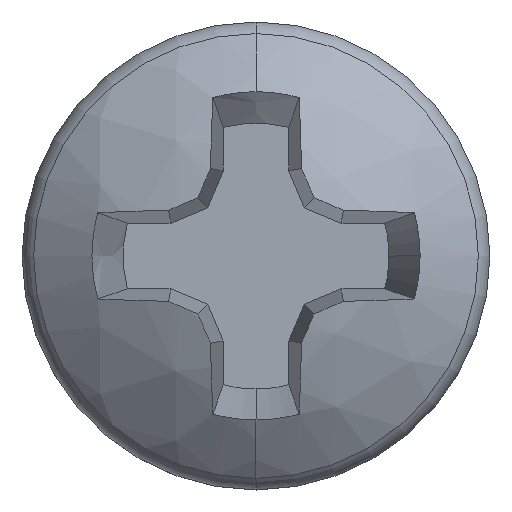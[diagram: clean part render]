
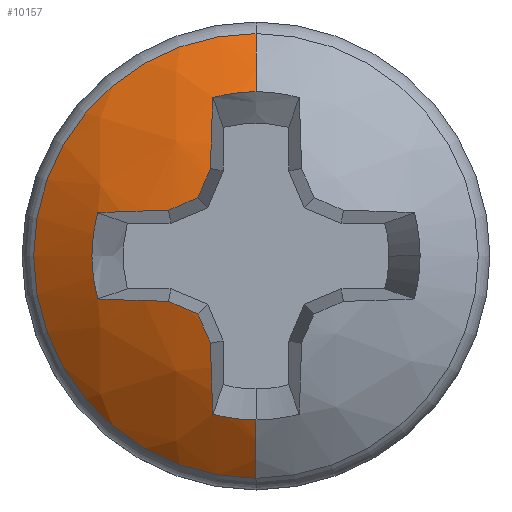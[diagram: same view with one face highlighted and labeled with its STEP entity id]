
A CAD part, top view. The second image highlights one B-rep face of the part: STEP entity #10157.
In plain terms, the highlighted spherical face has radius 2.9 mm.
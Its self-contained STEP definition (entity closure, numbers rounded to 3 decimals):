
#348 = CARTESIAN_POINT ( 'NONE',  ( 0., -0.145, 18.687 ) ) ;
#509 = AXIS2_PLACEMENT_3D ( 'NONE', #9339, #2696, #10396 ) ;
#624 = CARTESIAN_POINT ( 'NONE',  ( 0., 0., 18.7 ) ) ;
#664 = DIRECTION ( 'NONE',  ( 0.92, -0.381, 0.087 ) ) ;
#697 = CARTESIAN_POINT ( 'NONE',  ( 0., 0., 21.238 ) ) ;
#716 = CARTESIAN_POINT ( 'NONE',  ( -0.497, 0.497, 21.514 ) ) ;
#1080 = CARTESIAN_POINT ( 'NONE',  ( -0.368, -1.354, 21.238 ) ) ;
#1301 = CIRCLE ( 'NONE', #9459, 2.896 ) ;
#1404 = DIRECTION ( 'NONE',  ( 0., 0., 1. ) ) ;
#1419 = CARTESIAN_POINT ( 'NONE',  ( -1.354, -0.368, 21.238 ) ) ;
#1498 = DIRECTION ( 'NONE',  ( 0., -0.087, 0.996 ) ) ;
#1561 = VERTEX_POINT ( 'NONE', #12158 ) ;
#1774 = DIRECTION ( 'NONE',  ( 0., 1., 0. ) ) ;
#1825 = SPHERICAL_SURFACE ( 'NONE', #13328, 2.9 ) ;
#1842 = DIRECTION ( 'NONE',  ( -1., 0., 0. ) ) ;
#1860 = CARTESIAN_POINT ( 'NONE',  ( -0.153, 0.369, 18.665 ) ) ;
#1954 = VERTEX_POINT ( 'NONE', #10091 ) ;
#2017 = CIRCLE ( 'NONE', #509, 2.872 ) ;
#2114 = ORIENTED_EDGE ( 'NONE', *, *, #9406, .F. ) ;
#2186 = DIRECTION ( 'NONE',  ( 0., -0.996, 0.087 ) ) ;
#2302 = AXIS2_PLACEMENT_3D ( 'NONE', #4261, #11823, #5398 ) ;
#2583 = VERTEX_POINT ( 'NONE', #1419 ) ;
#2696 = DIRECTION ( 'NONE',  ( 0.92, 0.381, 0.087 ) ) ;
#2835 = CARTESIAN_POINT ( 'NONE',  ( -0.145, 0., 18.687 ) ) ;
#2975 = DIRECTION ( 'NONE',  ( 0.924, 0.383, 0. ) ) ;
#3418 = CARTESIAN_POINT ( 'NONE',  ( 0., 0., 21.238 ) ) ;
#3878 = ORIENTED_EDGE ( 'NONE', *, *, #9854, .F. ) ;
#3966 = DIRECTION ( 'NONE',  ( 0.087, 0., -0.996 ) ) ;
#4261 = CARTESIAN_POINT ( 'NONE',  ( 0., 0., 21.238 ) ) ;
#4278 = AXIS2_PLACEMENT_3D ( 'NONE', #7406, #664, #8482 ) ;
#4450 = CARTESIAN_POINT ( 'NONE',  ( 0., 0., 18.7 ) ) ;
#4531 = DIRECTION ( 'NONE',  ( -1., 0., 0. ) ) ;
#4635 = CIRCLE ( 'NONE', #4955, 1.403 ) ;
#4955 = AXIS2_PLACEMENT_3D ( 'NONE', #697, #8505, #1842 ) ;
#5049 = CARTESIAN_POINT ( 'NONE',  ( -0.153, -0.369, 18.665 ) ) ;
#5398 = DIRECTION ( 'NONE',  ( 0., 1., 0. ) ) ;
#5589 = DIRECTION ( 'NONE',  ( 0., -1., 0. ) ) ;
#5697 = CIRCLE ( 'NONE', #9715, 1.901 ) ;
#5775 = CARTESIAN_POINT ( 'NONE',  ( 0., 0., 18.7 ) ) ;
#5790 = ORIENTED_EDGE ( 'NONE', *, *, #9378, .F. ) ;
#5965 = CARTESIAN_POINT ( 'NONE',  ( -0.145, 0., 18.687 ) ) ;
#5967 = AXIS2_PLACEMENT_3D ( 'NONE', #348, #8191, #1498 ) ;
#6033 = CIRCLE ( 'NONE', #5967, 2.896 ) ;
#6172 = VERTEX_POINT ( 'NONE', #12830 ) ;
#6173 = DIRECTION ( 'NONE',  ( -0.924, 0.383, 0. ) ) ;
#6220 = CARTESIAN_POINT ( 'NONE',  ( -0.748, 0.389, 21.475 ) ) ;
#6759 = CARTESIAN_POINT ( 'NONE',  ( -0.748, -0.389, 21.475 ) ) ;
#6802 = CARTESIAN_POINT ( 'NONE',  ( 0., -1.403, 21.238 ) ) ;
#6812 = VERTEX_POINT ( 'NONE', #11077 ) ;
#6823 = AXIS2_PLACEMENT_3D ( 'NONE', #4450, #11996, #5589 ) ;
#6830 = ORIENTED_EDGE ( 'NONE', *, *, #9114, .F. ) ;
#6846 = ORIENTED_EDGE ( 'NONE', *, *, #9290, .F. ) ;
#6849 = CARTESIAN_POINT ( 'NONE',  ( -0.389, 0.748, 21.475 ) ) ;
#6933 = DIRECTION ( 'NONE',  ( 0., 0., -1. ) ) ;
#7113 = DIRECTION ( 'NONE',  ( 0.087, 0., -0.996 ) ) ;
#7406 = CARTESIAN_POINT ( 'NONE',  ( -0.369, 0.153, 18.665 ) ) ;
#7457 = CIRCLE ( 'NONE', #13410, 1.403 ) ;
#7507 = VERTEX_POINT ( 'NONE', #6849 ) ;
#7974 = CIRCLE ( 'NONE', #13930, 2.896 ) ;
#8019 = AXIS2_PLACEMENT_3D ( 'NONE', #5049, #12558, #6173 ) ;
#8113 = CARTESIAN_POINT ( 'NONE',  ( 0., 0., 20.89 ) ) ;
#8191 = DIRECTION ( 'NONE',  ( 0., 0.996, 0.087 ) ) ;
#8370 = ORIENTED_EDGE ( 'NONE', *, *, #9177, .T. ) ;
#8396 = ORIENTED_EDGE ( 'NONE', *, *, #9709, .F. ) ;
#8433 = DIRECTION ( 'NONE',  ( -1., 0., 0. ) ) ;
#8471 = AXIS2_PLACEMENT_3D ( 'NONE', #8840, #2186, #9920 ) ;
#8482 = DIRECTION ( 'NONE',  ( 0.383, 0.924, 0. ) ) ;
#8505 = DIRECTION ( 'NONE',  ( 0., 0., 1. ) ) ;
#8540 = EDGE_LOOP ( 'NONE', ( #8698, #8370, #6830, #11812, #6846, #13164, #8396, #8730, #13845, #2114, #5790, #11838, #3878, #12359 ) ) ;
#8698 = ORIENTED_EDGE ( 'NONE', *, *, #9215, .T. ) ;
#8730 = ORIENTED_EDGE ( 'NONE', *, *, #9600, .F. ) ;
#8840 = CARTESIAN_POINT ( 'NONE',  ( 0., 0.145, 18.687 ) ) ;
#9114 = EDGE_CURVE ( 'NONE', #12840, #11338, #12060, .T. ) ;
#9170 = CARTESIAN_POINT ( 'NONE',  ( 0., -1.901, 20.89 ) ) ;
#9177 = EDGE_CURVE ( 'NONE', #11819, #11338, #11755, .T. ) ;
#9185 = DIRECTION ( 'NONE',  ( 0., -1., 0. ) ) ;
#9215 = EDGE_CURVE ( 'NONE', #6812, #11819, #5697, .T. ) ;
#9268 = EDGE_CURVE ( 'NONE', #6172, #12840, #7974, .T. ) ;
#9290 = EDGE_CURVE ( 'NONE', #10992, #6172, #2017, .T. ) ;
#9333 = EDGE_CURVE ( 'NONE', #9619, #10992, #10137, .T. ) ;
#9339 = CARTESIAN_POINT ( 'NONE',  ( -0.369, -0.153, 18.665 ) ) ;
#9356 = EDGE_CURVE ( 'NONE', #1954, #7507, #1301, .T. ) ;
#9378 = EDGE_CURVE ( 'NONE', #7507, #9408, #9804, .T. ) ;
#9406 = EDGE_CURVE ( 'NONE', #9408, #10723, #11896, .T. ) ;
#9408 = VERTEX_POINT ( 'NONE', #716 ) ;
#9459 = AXIS2_PLACEMENT_3D ( 'NONE', #2835, #10527, #3966 ) ;
#9542 = EDGE_CURVE ( 'NONE', #10723, #1561, #13067, .T. ) ;
#9595 = DIRECTION ( 'NONE',  ( 0.381, -0.92, 0.087 ) ) ;
#9600 = EDGE_CURVE ( 'NONE', #1561, #2583, #7457, .T. ) ;
#9619 = VERTEX_POINT ( 'NONE', #6759 ) ;
#9709 = EDGE_CURVE ( 'NONE', #2583, #9619, #6033, .T. ) ;
#9715 = AXIS2_PLACEMENT_3D ( 'NONE', #8113, #1404, #9185 ) ;
#9804 = CIRCLE ( 'NONE', #4278, 2.872 ) ;
#9854 = EDGE_CURVE ( 'NONE', #12263, #1954, #4635, .T. ) ;
#9920 = DIRECTION ( 'NONE',  ( 0., -0.087, -0.996 ) ) ;
#9971 = EDGE_CURVE ( 'NONE', #6812, #12263, #11883, .T. ) ;
#10091 = CARTESIAN_POINT ( 'NONE',  ( -0.368, 1.354, 21.238 ) ) ;
#10137 = CIRCLE ( 'NONE', #8019, 2.872 ) ;
#10157 = ADVANCED_FACE ( 'NONE', ( #13050 ), #1825, .T. ) ;
#10396 = DIRECTION ( 'NONE',  ( -0.383, 0.924, 0. ) ) ;
#10527 = DIRECTION ( 'NONE',  ( 0.996, 0., 0.087 ) ) ;
#10723 = VERTEX_POINT ( 'NONE', #6220 ) ;
#10992 = VERTEX_POINT ( 'NONE', #11771 ) ;
#11054 = DIRECTION ( 'NONE',  ( 0., 0., 1. ) ) ;
#11077 = CARTESIAN_POINT ( 'NONE',  ( 0., 1.901, 20.89 ) ) ;
#11338 = VERTEX_POINT ( 'NONE', #6802 ) ;
#11624 = CARTESIAN_POINT ( 'NONE',  ( 0., 1.403, 21.238 ) ) ;
#11755 = CIRCLE ( 'NONE', #6823, 2.9 ) ;
#11771 = CARTESIAN_POINT ( 'NONE',  ( -0.497, -0.497, 21.514 ) ) ;
#11812 = ORIENTED_EDGE ( 'NONE', *, *, #9268, .F. ) ;
#11819 = VERTEX_POINT ( 'NONE', #9170 ) ;
#11823 = DIRECTION ( 'NONE',  ( 0., 0., 1. ) ) ;
#11838 = ORIENTED_EDGE ( 'NONE', *, *, #9356, .F. ) ;
#11883 = CIRCLE ( 'NONE', #12877, 2.9 ) ;
#11896 = CIRCLE ( 'NONE', #12229, 2.872 ) ;
#11996 = DIRECTION ( 'NONE',  ( -1., 0., 0. ) ) ;
#12060 = CIRCLE ( 'NONE', #2302, 1.403 ) ;
#12158 = CARTESIAN_POINT ( 'NONE',  ( -1.354, 0.368, 21.238 ) ) ;
#12229 = AXIS2_PLACEMENT_3D ( 'NONE', #1860, #9595, #2975 ) ;
#12263 = VERTEX_POINT ( 'NONE', #11624 ) ;
#12359 = ORIENTED_EDGE ( 'NONE', *, *, #9971, .F. ) ;
#12558 = DIRECTION ( 'NONE',  ( 0.381, 0.92, 0.087 ) ) ;
#12830 = CARTESIAN_POINT ( 'NONE',  ( -0.389, -0.748, 21.475 ) ) ;
#12840 = VERTEX_POINT ( 'NONE', #1080 ) ;
#12877 = AXIS2_PLACEMENT_3D ( 'NONE', #5775, #13285, #6933 ) ;
#13050 = FACE_OUTER_BOUND ( 'NONE', #8540, .T. ) ;
#13067 = CIRCLE ( 'NONE', #8471, 2.896 ) ;
#13164 = ORIENTED_EDGE ( 'NONE', *, *, #9333, .F. ) ;
#13285 = DIRECTION ( 'NONE',  ( 1., 0., 0. ) ) ;
#13328 = AXIS2_PLACEMENT_3D ( 'NONE', #624, #8433, #1774 ) ;
#13410 = AXIS2_PLACEMENT_3D ( 'NONE', #3418, #11054, #4531 ) ;
#13453 = DIRECTION ( 'NONE',  ( 0.996, 0., 0.087 ) ) ;
#13845 = ORIENTED_EDGE ( 'NONE', *, *, #9542, .F. ) ;
#13930 = AXIS2_PLACEMENT_3D ( 'NONE', #5965, #13453, #7113 ) ;
